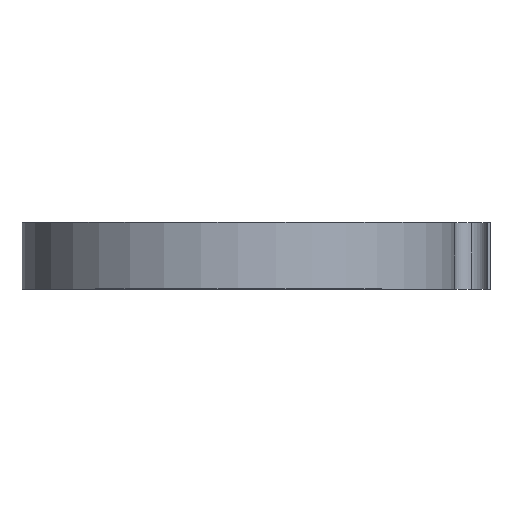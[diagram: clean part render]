
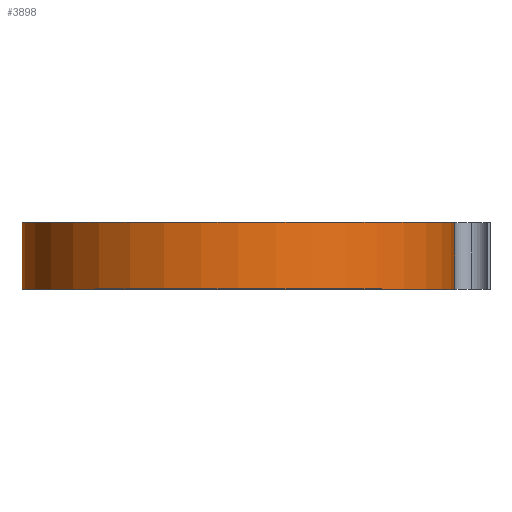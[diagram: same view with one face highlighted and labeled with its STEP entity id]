
A CAD part, top view. The second image highlights one B-rep face of the part: STEP entity #3898.
In plain terms, the highlighted cylindrical face has radius 26 mm (diameter 52 mm), a partial arc.
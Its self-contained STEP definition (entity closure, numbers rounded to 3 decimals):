
#141 = AXIS2_PLACEMENT_3D ( 'NONE', #3802, #2581, #4193 ) ;
#313 = VECTOR ( 'NONE', #1457, 1000. ) ;
#397 = CIRCLE ( 'NONE', #1316, 26. ) ;
#808 = CARTESIAN_POINT ( 'NONE',  ( -26., 8., 0. ) ) ;
#889 = ORIENTED_EDGE ( 'NONE', *, *, #3456, .T. ) ;
#1011 = FACE_OUTER_BOUND ( 'NONE', #3963, .T. ) ;
#1188 = VERTEX_POINT ( 'NONE', #4105 ) ;
#1205 = DIRECTION ( 'NONE',  ( 1., 0., 0. ) ) ;
#1316 = AXIS2_PLACEMENT_3D ( 'NONE', #3474, #4296, #5124 ) ;
#1365 = VECTOR ( 'NONE', #2428, 1000. ) ;
#1382 = VERTEX_POINT ( 'NONE', #3875 ) ;
#1457 = DIRECTION ( 'NONE',  ( 0., -1., 0. ) ) ;
#1692 = EDGE_CURVE ( 'NONE', #1382, #2531, #5043, .T. ) ;
#1857 = VERTEX_POINT ( 'NONE', #2746 ) ;
#2283 = CARTESIAN_POINT ( 'NONE',  ( 26., 8., 0. ) ) ;
#2367 = ORIENTED_EDGE ( 'NONE', *, *, #4042, .F. ) ;
#2428 = DIRECTION ( 'NONE',  ( 0., -1., 0. ) ) ;
#2531 = VERTEX_POINT ( 'NONE', #4076 ) ;
#2581 = DIRECTION ( 'NONE',  ( 0., -1., 0. ) ) ;
#2660 = LINE ( 'NONE', #2283, #313 ) ;
#2746 = CARTESIAN_POINT ( 'NONE',  ( 26., 8., 0. ) ) ;
#3211 = LINE ( 'NONE', #808, #1365 ) ;
#3413 = CYLINDRICAL_SURFACE ( 'NONE', #141, 26. ) ;
#3456 = EDGE_CURVE ( 'NONE', #1188, #1382, #3211, .T. ) ;
#3474 = CARTESIAN_POINT ( 'NONE',  ( 0., 8., 0. ) ) ;
#3612 = AXIS2_PLACEMENT_3D ( 'NONE', #4831, #4429, #1205 ) ;
#3802 = CARTESIAN_POINT ( 'NONE',  ( 0., 8., 0. ) ) ;
#3875 = CARTESIAN_POINT ( 'NONE',  ( -26., 0., 0. ) ) ;
#3898 = ADVANCED_FACE ( 'NONE', ( #1011 ), #3413, .T. ) ;
#3963 = EDGE_LOOP ( 'NONE', ( #3972, #4290, #2367, #889 ) ) ;
#3972 = ORIENTED_EDGE ( 'NONE', *, *, #1692, .T. ) ;
#4042 = EDGE_CURVE ( 'NONE', #1188, #1857, #397, .T. ) ;
#4066 = EDGE_CURVE ( 'NONE', #1857, #2531, #2660, .T. ) ;
#4076 = CARTESIAN_POINT ( 'NONE',  ( 26., 0., 0. ) ) ;
#4105 = CARTESIAN_POINT ( 'NONE',  ( -26., 8., 0. ) ) ;
#4193 = DIRECTION ( 'NONE',  ( 0., 0., -1. ) ) ;
#4290 = ORIENTED_EDGE ( 'NONE', *, *, #4066, .F. ) ;
#4296 = DIRECTION ( 'NONE',  ( 0., 1., 0. ) ) ;
#4429 = DIRECTION ( 'NONE',  ( 0., 1., 0. ) ) ;
#4831 = CARTESIAN_POINT ( 'NONE',  ( 0., 0., 0. ) ) ;
#5043 = CIRCLE ( 'NONE', #3612, 26. ) ;
#5124 = DIRECTION ( 'NONE',  ( 1., 0., 0. ) ) ;
